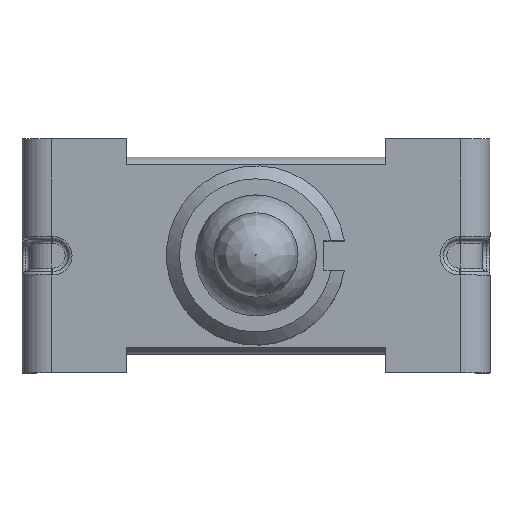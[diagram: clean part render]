
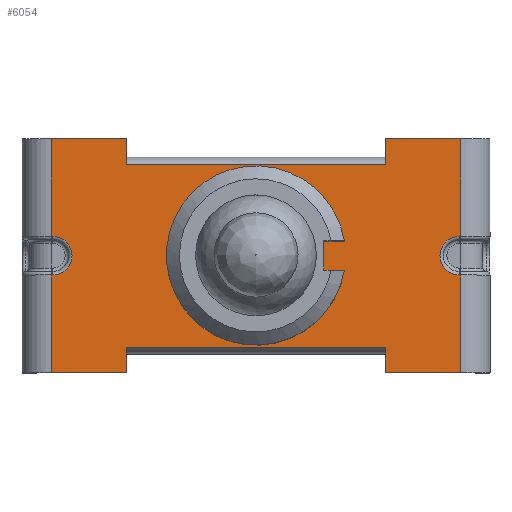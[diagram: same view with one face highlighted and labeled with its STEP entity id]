
A CAD part, top view. The second image highlights one B-rep face of the part: STEP entity #6054.
In plain terms, the highlighted planar face has unit normal (0, 0, 1).
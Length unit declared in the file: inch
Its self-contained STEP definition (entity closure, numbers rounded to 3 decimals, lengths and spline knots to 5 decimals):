
#213=FACE_BOUND('',#603,.T.);
#228=FACE_OUTER_BOUND('',#602,.T.);
#602=EDGE_LOOP('',(#4021,#4022,#4023,#4024,#4025,#4026,#4027,#4028,#4029,
#4030,#4031,#4032,#4033,#4034,#4035,#4036,#4037,#4038,#4039,#4040));
#603=EDGE_LOOP('',(#4041,#4042,#4043,#4044));
#1005=LINE('',#9047,#1650);
#1006=LINE('',#9049,#1651);
#1007=LINE('',#9051,#1652);
#1008=LINE('',#9053,#1653);
#1009=LINE('',#9055,#1654);
#1010=LINE('',#9057,#1655);
#1011=LINE('',#9061,#1656);
#1012=LINE('',#9063,#1657);
#1013=LINE('',#9065,#1658);
#1014=LINE('',#9067,#1659);
#1015=LINE('',#9069,#1660);
#1016=LINE('',#9071,#1661);
#1017=LINE('',#9073,#1662);
#1018=LINE('',#9075,#1663);
#1019=LINE('',#9077,#1664);
#1020=LINE('',#9081,#1665);
#1021=LINE('',#9083,#1666);
#1022=LINE('',#9084,#1667);
#1023=LINE('',#9087,#1668);
#1024=LINE('',#9089,#1669);
#1025=LINE('',#9091,#1670);
#1650=VECTOR('',#7118,0.3937);
#1651=VECTOR('',#7119,0.3937);
#1652=VECTOR('',#7120,0.3937);
#1653=VECTOR('',#7121,0.3937);
#1654=VECTOR('',#7122,0.3937);
#1655=VECTOR('',#7123,0.3937);
#1656=VECTOR('',#7126,0.3937);
#1657=VECTOR('',#7127,0.3937);
#1658=VECTOR('',#7128,0.3937);
#1659=VECTOR('',#7129,0.3937);
#1660=VECTOR('',#7130,0.3937);
#1661=VECTOR('',#7131,0.3937);
#1662=VECTOR('',#7132,0.3937);
#1663=VECTOR('',#7133,0.3937);
#1664=VECTOR('',#7134,0.3937);
#1665=VECTOR('',#7137,0.3937);
#1666=VECTOR('',#7138,0.3937);
#1667=VECTOR('',#7139,0.3937);
#1668=VECTOR('',#7140,0.3937);
#1669=VECTOR('',#7141,0.3937);
#1670=VECTOR('',#7142,0.3937);
#2281=CIRCLE('',#6455,0.02638);
#2282=CIRCLE('',#6456,0.02638);
#2283=CIRCLE('',#6457,0.12244);
#2538=VERTEX_POINT('',#9045);
#2539=VERTEX_POINT('',#9046);
#2540=VERTEX_POINT('',#9048);
#2541=VERTEX_POINT('',#9050);
#2542=VERTEX_POINT('',#9052);
#2543=VERTEX_POINT('',#9054);
#2544=VERTEX_POINT('',#9056);
#2545=VERTEX_POINT('',#9058);
#2546=VERTEX_POINT('',#9060);
#2547=VERTEX_POINT('',#9062);
#2548=VERTEX_POINT('',#9064);
#2549=VERTEX_POINT('',#9066);
#2550=VERTEX_POINT('',#9068);
#2551=VERTEX_POINT('',#9070);
#2552=VERTEX_POINT('',#9072);
#2553=VERTEX_POINT('',#9074);
#2554=VERTEX_POINT('',#9076);
#2555=VERTEX_POINT('',#9078);
#2556=VERTEX_POINT('',#9080);
#2557=VERTEX_POINT('',#9082);
#2558=VERTEX_POINT('',#9085);
#2559=VERTEX_POINT('',#9086);
#2560=VERTEX_POINT('',#9088);
#2561=VERTEX_POINT('',#9090);
#3100=EDGE_CURVE('',#2538,#2539,#1005,.T.);
#3101=EDGE_CURVE('',#2539,#2540,#1006,.T.);
#3102=EDGE_CURVE('',#2540,#2541,#1007,.T.);
#3103=EDGE_CURVE('',#2542,#2541,#1008,.T.);
#3104=EDGE_CURVE('',#2542,#2543,#1009,.T.);
#3105=EDGE_CURVE('',#2544,#2543,#1010,.T.);
#3106=EDGE_CURVE('',#2545,#2544,#2281,.T.);
#3107=EDGE_CURVE('',#2546,#2545,#1011,.T.);
#3108=EDGE_CURVE('',#2546,#2547,#1012,.T.);
#3109=EDGE_CURVE('',#2548,#2547,#1013,.T.);
#3110=EDGE_CURVE('',#2548,#2549,#1014,.T.);
#3111=EDGE_CURVE('',#2549,#2550,#1015,.T.);
#3112=EDGE_CURVE('',#2550,#2551,#1016,.T.);
#3113=EDGE_CURVE('',#2552,#2551,#1017,.T.);
#3114=EDGE_CURVE('',#2552,#2553,#1018,.T.);
#3115=EDGE_CURVE('',#2554,#2553,#1019,.T.);
#3116=EDGE_CURVE('',#2555,#2554,#2282,.T.);
#3117=EDGE_CURVE('',#2556,#2555,#1020,.T.);
#3118=EDGE_CURVE('',#2556,#2557,#1021,.T.);
#3119=EDGE_CURVE('',#2538,#2557,#1022,.T.);
#3120=EDGE_CURVE('',#2558,#2559,#1023,.T.);
#3121=EDGE_CURVE('',#2560,#2558,#1024,.T.);
#3122=EDGE_CURVE('',#2561,#2560,#1025,.T.);
#3123=EDGE_CURVE('',#2559,#2561,#2283,.T.);
#4021=ORIENTED_EDGE('',*,*,#3100,.T.);
#4022=ORIENTED_EDGE('',*,*,#3101,.T.);
#4023=ORIENTED_EDGE('',*,*,#3102,.T.);
#4024=ORIENTED_EDGE('',*,*,#3103,.F.);
#4025=ORIENTED_EDGE('',*,*,#3104,.T.);
#4026=ORIENTED_EDGE('',*,*,#3105,.F.);
#4027=ORIENTED_EDGE('',*,*,#3106,.F.);
#4028=ORIENTED_EDGE('',*,*,#3107,.F.);
#4029=ORIENTED_EDGE('',*,*,#3108,.T.);
#4030=ORIENTED_EDGE('',*,*,#3109,.F.);
#4031=ORIENTED_EDGE('',*,*,#3110,.T.);
#4032=ORIENTED_EDGE('',*,*,#3111,.T.);
#4033=ORIENTED_EDGE('',*,*,#3112,.T.);
#4034=ORIENTED_EDGE('',*,*,#3113,.F.);
#4035=ORIENTED_EDGE('',*,*,#3114,.T.);
#4036=ORIENTED_EDGE('',*,*,#3115,.F.);
#4037=ORIENTED_EDGE('',*,*,#3116,.F.);
#4038=ORIENTED_EDGE('',*,*,#3117,.F.);
#4039=ORIENTED_EDGE('',*,*,#3118,.T.);
#4040=ORIENTED_EDGE('',*,*,#3119,.F.);
#4041=ORIENTED_EDGE('',*,*,#3120,.F.);
#4042=ORIENTED_EDGE('',*,*,#3121,.F.);
#4043=ORIENTED_EDGE('',*,*,#3122,.F.);
#4044=ORIENTED_EDGE('',*,*,#3123,.F.);
#5839=PLANE('',#6454);
#6054=ADVANCED_FACE('',(#228,#213),#5839,.T.);
#6454=AXIS2_PLACEMENT_3D('',#9044,#7116,#7117);
#6455=AXIS2_PLACEMENT_3D('',#9059,#7124,#7125);
#6456=AXIS2_PLACEMENT_3D('',#9079,#7135,#7136);
#6457=AXIS2_PLACEMENT_3D('',#9092,#7143,#7144);
#7116=DIRECTION('center_axis',(0.,0.,
1.));
#7117=DIRECTION('ref_axis',(1.,0.,0.));
#7118=DIRECTION('',(0.,-1.,0.));
#7119=DIRECTION('',(-1.,0.,0.));
#7120=DIRECTION('',(0.,1.,0.));
#7121=DIRECTION('',(1.,0.,0.));
#7122=DIRECTION('',(0.,-1.,0.));
#7123=DIRECTION('',(-1.,0.,0.));
#7124=DIRECTION('center_axis',(0.,0.,
1.));
#7125=DIRECTION('ref_axis',(1.,0.,0.));
#7126=DIRECTION('',(1.,0.,0.));
#7127=DIRECTION('',(0.,-1.,0.));
#7128=DIRECTION('',(-1.,0.,0.));
#7129=DIRECTION('',(0.,1.,0.));
#7130=DIRECTION('',(1.,0.,0.));
#7131=DIRECTION('',(0.,-1.,0.));
#7132=DIRECTION('',(-1.,0.,0.));
#7133=DIRECTION('',(0.,1.,0.));
#7134=DIRECTION('',(1.,0.,0.));
#7135=DIRECTION('center_axis',(0.,0.,
1.));
#7136=DIRECTION('ref_axis',(-1.,0.,0.));
#7137=DIRECTION('',(-1.,0.,0.));
#7138=DIRECTION('',(0.,1.,0.));
#7139=DIRECTION('',(1.,0.,0.));
#7140=DIRECTION('',(1.,0.,0.));
#7141=DIRECTION('',(0.,1.,0.));
#7142=DIRECTION('',(-1.,0.,0.));
#7143=DIRECTION('center_axis',(0.,0.,
1.));
#7144=DIRECTION('ref_axis',(0.986,0.164,0.));
#9044=CARTESIAN_POINT('Origin',(0.,0.,
0.39016));
#9045=CARTESIAN_POINT('',(0.17717,0.16004,0.39016));
#9046=CARTESIAN_POINT('',(0.17717,0.12539,0.39016));
#9047=CARTESIAN_POINT('',(0.17717,0.0627,0.39016));
#9048=CARTESIAN_POINT('',(-0.17717,0.12539,0.39016));
#9049=CARTESIAN_POINT('',(-0.08858,0.12539,0.39016));
#9050=CARTESIAN_POINT('',(-0.17717,0.16004,0.39016));
#9051=CARTESIAN_POINT('',(-0.17717,0.08002,0.39016));
#9052=CARTESIAN_POINT('',(-0.27992,0.16004,0.39016));
#9053=CARTESIAN_POINT('',(-0.32008,0.16004,0.39016));
#9054=CARTESIAN_POINT('',(-0.27992,0.02638,0.39016));
#9055=CARTESIAN_POINT('',(-0.27992,0.08002,0.39016));
#9056=CARTESIAN_POINT('',(-0.27795,0.02638,0.39016));
#9057=CARTESIAN_POINT('',(-0.16004,0.02638,0.39016));
#9058=CARTESIAN_POINT('',(-0.27795,-0.02638,0.39016));
#9059=CARTESIAN_POINT('Origin',(-0.27795,0.,
0.39016));
#9060=CARTESIAN_POINT('',(-0.27992,-0.02638,0.39016));
#9061=CARTESIAN_POINT('',(-0.16004,-0.02638,0.39016));
#9062=CARTESIAN_POINT('',(-0.27992,-0.16004,0.39016));
#9063=CARTESIAN_POINT('',(-0.27992,0.08002,0.39016));
#9064=CARTESIAN_POINT('',(-0.17717,-0.16004,0.39016));
#9065=CARTESIAN_POINT('',(0.32008,-0.16004,0.39016));
#9066=CARTESIAN_POINT('',(-0.17717,-0.12539,0.39016));
#9067=CARTESIAN_POINT('',(-0.17717,-0.0627,0.39016));
#9068=CARTESIAN_POINT('',(0.17717,-0.12539,0.39016));
#9069=CARTESIAN_POINT('',(0.08858,-0.12539,0.39016));
#9070=CARTESIAN_POINT('',(0.17717,-0.16004,0.39016));
#9071=CARTESIAN_POINT('',(0.17717,-0.08002,0.39016));
#9072=CARTESIAN_POINT('',(0.27992,-0.16004,0.39016));
#9073=CARTESIAN_POINT('',(0.32008,-0.16004,0.39016));
#9074=CARTESIAN_POINT('',(0.27992,-0.02638,0.39016));
#9075=CARTESIAN_POINT('',(0.27992,-0.08002,0.39016));
#9076=CARTESIAN_POINT('',(0.27795,-0.02638,0.39016));
#9077=CARTESIAN_POINT('',(0.16004,-0.02638,0.39016));
#9078=CARTESIAN_POINT('',(0.27795,0.02638,0.39016));
#9079=CARTESIAN_POINT('Origin',(0.27795,0.,
0.39016));
#9080=CARTESIAN_POINT('',(0.27992,0.02638,0.39016));
#9081=CARTESIAN_POINT('',(0.16004,0.02638,0.39016));
#9082=CARTESIAN_POINT('',(0.27992,0.16004,0.39016));
#9083=CARTESIAN_POINT('',(0.27992,-0.08002,0.39016));
#9084=CARTESIAN_POINT('',(-0.32008,0.16004,0.39016));
#9085=CARTESIAN_POINT('',(0.09283,0.02008,0.39016));
#9086=CARTESIAN_POINT('',(0.12078,0.02008,0.39016));
#9087=CARTESIAN_POINT('',(0.09283,0.02008,0.39016));
#9088=CARTESIAN_POINT('',(0.09283,-0.02008,0.39016));
#9089=CARTESIAN_POINT('',(0.09283,-0.02008,0.39016));
#9090=CARTESIAN_POINT('',(0.12078,-0.02008,0.39016));
#9091=CARTESIAN_POINT('',(0.12078,-0.02008,0.39016));
#9092=CARTESIAN_POINT('Origin',(0.,0.,
0.39016));
